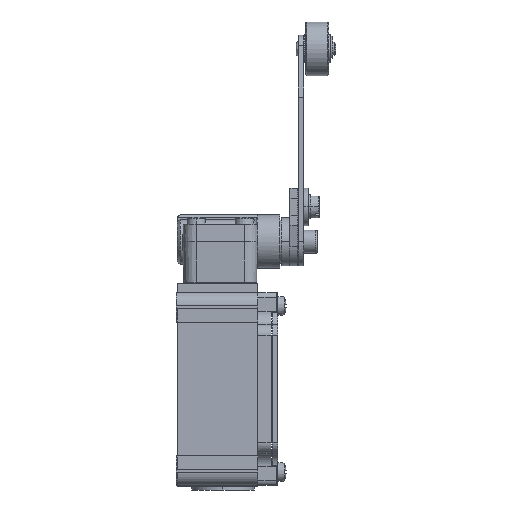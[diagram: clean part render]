
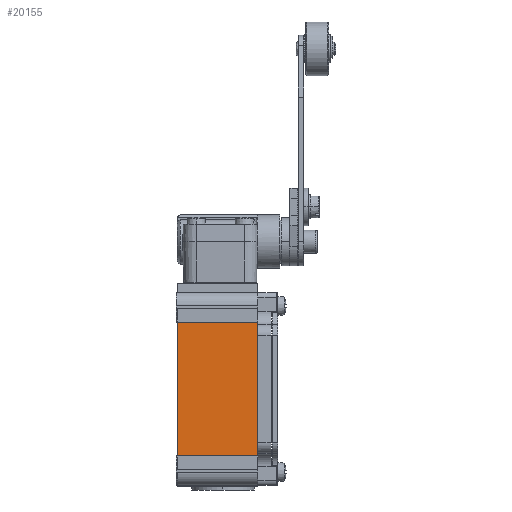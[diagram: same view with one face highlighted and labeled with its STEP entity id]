
A CAD part, left-side view. The second image highlights one B-rep face of the part: STEP entity #20155.
In plain terms, the highlighted planar face has unit normal (-1, -0.008, 0).
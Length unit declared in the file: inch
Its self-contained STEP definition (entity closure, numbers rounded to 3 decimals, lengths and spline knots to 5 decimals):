
#25 = VECTOR ( 'NONE', #13701, 39.37008 ) ;
#763 = ORIENTED_EDGE ( 'NONE', *, *, #22808, .T. ) ;
#828 = VERTEX_POINT ( 'NONE', #20918 ) ;
#933 = LINE ( 'NONE', #12103, #5017 ) ;
#2623 = LINE ( 'NONE', #9267, #27449 ) ;
#3671 = VERTEX_POINT ( 'NONE', #12423 ) ;
#5017 = VECTOR ( 'NONE', #5731, 39.37008 ) ;
#5731 = DIRECTION ( 'NONE',  ( 0., 0., -1. ) ) ;
#6008 = EDGE_CURVE ( 'NONE', #21870, #17680, #21704, .T. ) ;
#6693 = EDGE_CURVE ( 'NONE', #20431, #828, #933, .T. ) ;
#7256 = VECTOR ( 'NONE', #24253, 39.37008 ) ;
#7431 = CARTESIAN_POINT ( 'NONE',  ( -0.79724, 0.66929, 2.4685 ) ) ;
#7893 = ORIENTED_EDGE ( 'NONE', *, *, #6693, .T. ) ;
#8827 = EDGE_CURVE ( 'NONE', #3671, #21870, #2623, .T. ) ;
#8842 = CARTESIAN_POINT ( 'NONE',  ( -0.7874, -0.51181, 2.4685 ) ) ;
#8982 = DIRECTION ( 'NONE',  ( 0., 0., 1. ) ) ;
#9267 = CARTESIAN_POINT ( 'NONE',  ( -0.7874, -0.51181, 1.48425 ) ) ;
#11053 = AXIS2_PLACEMENT_3D ( 'NONE', #19059, #17493, #26133 ) ;
#11135 = CARTESIAN_POINT ( 'NONE',  ( -0.79724, 0.66929, 0.5 ) ) ;
#11929 = EDGE_CURVE ( 'NONE', #828, #3671, #25588, .T. ) ;
#12103 = CARTESIAN_POINT ( 'NONE',  ( -0.79724, 0.66929, 1.53874 ) ) ;
#12423 = CARTESIAN_POINT ( 'NONE',  ( -0.7874, -0.51181, 0.5 ) ) ;
#12688 = FACE_OUTER_BOUND ( 'NONE', #12787, .T. ) ;
#12787 = EDGE_LOOP ( 'NONE', ( #763, #7893, #23160, #22281, #27785, #18340 ) ) ;
#13701 = DIRECTION ( 'NONE',  ( -0.008, 1., 0. ) ) ;
#13777 = DIRECTION ( 'NONE',  ( 0., 0., 1. ) ) ;
#15484 = LINE ( 'NONE', #24545, #19963 ) ;
#15618 = CARTESIAN_POINT ( 'NONE',  ( -0.7874, -0.51181, 1.48425 ) ) ;
#17493 = DIRECTION ( 'NONE',  ( -1., -0.008, 0. ) ) ;
#17680 = VERTEX_POINT ( 'NONE', #22466 ) ;
#18340 = ORIENTED_EDGE ( 'NONE', *, *, #24434, .T. ) ;
#19059 = CARTESIAN_POINT ( 'NONE',  ( -0.79724, 0.66929, 1.48425 ) ) ;
#19963 = VECTOR ( 'NONE', #13777, 39.37008 ) ;
#20155 = ADVANCED_FACE ( 'NONE', ( #12688 ), #23732, .T. ) ;
#20160 = CARTESIAN_POINT ( 'NONE',  ( -0.7874, -0.51181, 0.64205 ) ) ;
#20431 = VERTEX_POINT ( 'NONE', #7431 ) ;
#20918 = CARTESIAN_POINT ( 'NONE',  ( -0.79724, 0.66929, 0.5 ) ) ;
#21704 = LINE ( 'NONE', #15618, #7256 ) ;
#21764 = VERTEX_POINT ( 'NONE', #8842 ) ;
#21870 = VERTEX_POINT ( 'NONE', #20160 ) ;
#22281 = ORIENTED_EDGE ( 'NONE', *, *, #8827, .T. ) ;
#22466 = CARTESIAN_POINT ( 'NONE',  ( -0.7874, -0.51181, 2.32645 ) ) ;
#22808 = EDGE_CURVE ( 'NONE', #21764, #20431, #26866, .T. ) ;
#23160 = ORIENTED_EDGE ( 'NONE', *, *, #11929, .T. ) ;
#23732 = PLANE ( 'NONE',  #11053 ) ;
#24018 = VECTOR ( 'NONE', #26002, 39.37008 ) ;
#24253 = DIRECTION ( 'NONE',  ( 0., 0., 1. ) ) ;
#24434 = EDGE_CURVE ( 'NONE', #17680, #21764, #15484, .T. ) ;
#24545 = CARTESIAN_POINT ( 'NONE',  ( -0.7874, -0.51181, 1.48425 ) ) ;
#24599 = CARTESIAN_POINT ( 'NONE',  ( -0.79724, 0.66929, 2.4685 ) ) ;
#25588 = LINE ( 'NONE', #11135, #24018 ) ;
#26002 = DIRECTION ( 'NONE',  ( 0.008, -1., 0. ) ) ;
#26133 = DIRECTION ( 'NONE',  ( 0.008, -1., 0. ) ) ;
#26866 = LINE ( 'NONE', #24599, #25 ) ;
#27449 = VECTOR ( 'NONE', #8982, 39.37008 ) ;
#27785 = ORIENTED_EDGE ( 'NONE', *, *, #6008, .T. ) ;
